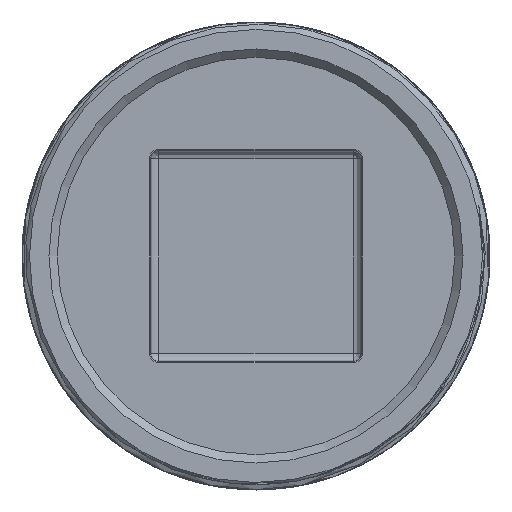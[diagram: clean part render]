
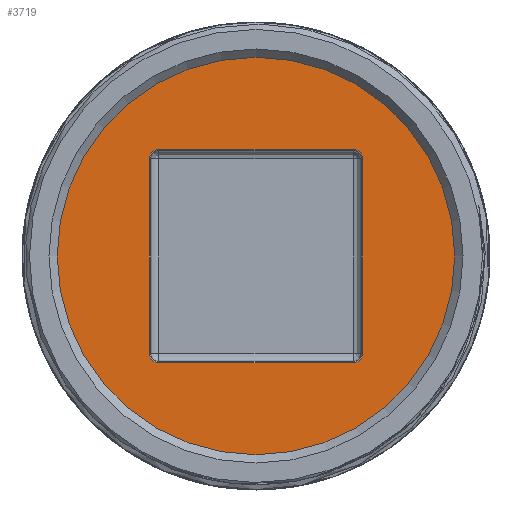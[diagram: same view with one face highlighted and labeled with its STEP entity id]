
A CAD part, front view. The second image highlights one B-rep face of the part: STEP entity #3719.
In plain terms, the highlighted planar face has unit normal (0, -1, 0).
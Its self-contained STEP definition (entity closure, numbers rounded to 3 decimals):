
#342=LINE('',#34842,#544);
#343=LINE('',#34846,#545);
#344=LINE('',#34850,#546);
#345=LINE('',#34854,#547);
#544=VECTOR('',#4718,47.);
#545=VECTOR('',#4721,47.);
#546=VECTOR('',#4724,47.);
#547=VECTOR('',#4727,47.);
#808=FACE_BOUND('',#1243,.T.);
#1006=FACE_OUTER_BOUND('',#1242,.T.);
#1242=EDGE_LOOP('',(#3361));
#1243=EDGE_LOOP('',(#3362,#3363,#3364,#3365,#3366,#3367,#3368,#3369));
#1392=CIRCLE('',#3991,48.);
#1393=CIRCLE('',#3993,2.3);
#1394=CIRCLE('',#3994,2.3);
#1395=CIRCLE('',#3995,2.3);
#1396=CIRCLE('',#3996,2.3);
#1748=VERTEX_POINT('',#34837);
#1749=VERTEX_POINT('',#34840);
#1750=VERTEX_POINT('',#34841);
#1751=VERTEX_POINT('',#34843);
#1752=VERTEX_POINT('',#34845);
#1753=VERTEX_POINT('',#34847);
#1754=VERTEX_POINT('',#34849);
#1755=VERTEX_POINT('',#34851);
#1756=VERTEX_POINT('',#34853);
#2287=EDGE_CURVE('',#1748,#1748,#1392,.T.);
#2288=EDGE_CURVE('',#1749,#1750,#342,.T.);
#2289=EDGE_CURVE('',#1751,#1749,#1393,.T.);
#2290=EDGE_CURVE('',#1752,#1751,#343,.T.);
#2291=EDGE_CURVE('',#1753,#1752,#1394,.T.);
#2292=EDGE_CURVE('',#1754,#1753,#344,.T.);
#2293=EDGE_CURVE('',#1755,#1754,#1395,.T.);
#2294=EDGE_CURVE('',#1756,#1755,#345,.T.);
#2295=EDGE_CURVE('',#1750,#1756,#1396,.T.);
#3361=ORIENTED_EDGE('',*,*,#2287,.F.);
#3362=ORIENTED_EDGE('',*,*,#2288,.F.);
#3363=ORIENTED_EDGE('',*,*,#2289,.F.);
#3364=ORIENTED_EDGE('',*,*,#2290,.F.);
#3365=ORIENTED_EDGE('',*,*,#2291,.F.);
#3366=ORIENTED_EDGE('',*,*,#2292,.F.);
#3367=ORIENTED_EDGE('',*,*,#2293,.F.);
#3368=ORIENTED_EDGE('',*,*,#2294,.F.);
#3369=ORIENTED_EDGE('',*,*,#2295,.F.);
#3516=PLANE('',#3992);
#3719=ADVANCED_FACE('',(#1006,#808),#3516,.T.);
#3991=AXIS2_PLACEMENT_3D('',#34838,#4714,#4715);
#3992=AXIS2_PLACEMENT_3D('',#34839,#4716,#4717);
#3993=AXIS2_PLACEMENT_3D('',#34844,#4719,#4720);
#3994=AXIS2_PLACEMENT_3D('',#34848,#4722,#4723);
#3995=AXIS2_PLACEMENT_3D('',#34852,#4725,#4726);
#3996=AXIS2_PLACEMENT_3D('',#34855,#4728,#4729);
#4714=DIRECTION('center_axis',(0.,1.,0.));
#4715=DIRECTION('ref_axis',(0.,0.,1.));
#4716=DIRECTION('center_axis',(0.,-1.,0.));
#4717=DIRECTION('ref_axis',(0.,0.,-1.));
#4718=DIRECTION('',(-1.,0.,0.));
#4719=DIRECTION('center_axis',(0.,-1.,0.));
#4720=DIRECTION('ref_axis',(1.,0.,0.));
#4721=DIRECTION('',(0.,0.,1.));
#4722=DIRECTION('center_axis',(0.,-1.,0.));
#4723=DIRECTION('ref_axis',(0.,0.,-1.));
#4724=DIRECTION('',(1.,0.,0.));
#4725=DIRECTION('center_axis',(0.,-1.,0.));
#4726=DIRECTION('ref_axis',(-1.,0.,0.));
#4727=DIRECTION('',(0.,0.,-1.));
#4728=DIRECTION('center_axis',(0.,-1.,0.));
#4729=DIRECTION('ref_axis',(0.,0.,1.));
#34837=CARTESIAN_POINT('',(0.,-3.5,48.));
#34838=CARTESIAN_POINT('Origin',(0.,-3.5,0.));
#34839=CARTESIAN_POINT('Origin',(0.,-3.5,0.));
#34840=CARTESIAN_POINT('',(23.5,-3.5,25.8));
#34841=CARTESIAN_POINT('',(-23.5,-3.5,25.8));
#34842=CARTESIAN_POINT('',(23.5,-3.5,25.8));
#34843=CARTESIAN_POINT('',(25.8,-3.5,23.5));
#34844=CARTESIAN_POINT('Origin',(23.5,-3.5,23.5));
#34845=CARTESIAN_POINT('',(25.8,-3.5,-23.5));
#34846=CARTESIAN_POINT('',(25.8,-3.5,-23.5));
#34847=CARTESIAN_POINT('',(23.5,-3.5,-25.8));
#34848=CARTESIAN_POINT('Origin',(23.5,-3.5,-23.5));
#34849=CARTESIAN_POINT('',(-23.5,-3.5,-25.8));
#34850=CARTESIAN_POINT('',(-23.5,-3.5,-25.8));
#34851=CARTESIAN_POINT('',(-25.8,-3.5,-23.5));
#34852=CARTESIAN_POINT('Origin',(-23.5,-3.5,-23.5));
#34853=CARTESIAN_POINT('',(-25.8,-3.5,23.5));
#34854=CARTESIAN_POINT('',(-25.8,-3.5,23.5));
#34855=CARTESIAN_POINT('Origin',(-23.5,-3.5,23.5));
